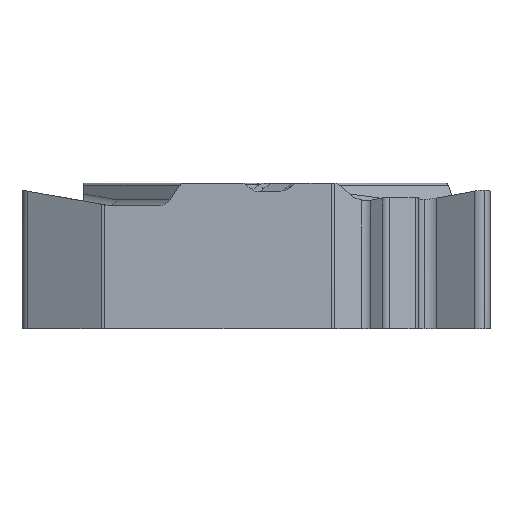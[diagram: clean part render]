
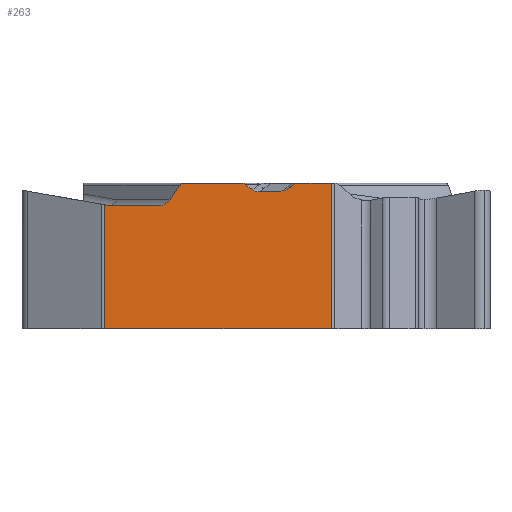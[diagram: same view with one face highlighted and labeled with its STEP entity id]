
A CAD part, left-side view. The second image highlights one B-rep face of the part: STEP entity #263.
In plain terms, the highlighted planar face has unit normal (-1, 0, 0).
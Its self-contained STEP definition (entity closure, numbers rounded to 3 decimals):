
#109=FACE_OUTER_BOUND('',#443,.T.);
#226=ELLIPSE('',#2297,0.15,0.15);
#227=ELLIPSE('',#2298,0.167,0.15);
#228=ELLIPSE('',#2299,0.17,0.15);
#229=ELLIPSE('',#2300,0.362,0.32);
#263=ADVANCED_FACE('',(#109),#383,.F.);
#383=PLANE('',#2302);
#443=EDGE_LOOP('',(#707,#708,#709,#710,#711,#712,#713,#714,#715,#716,#717,
#718,#719,#720,#721,#722,#723,#724));
#595=CIRCLE('',#2301,0.32);
#707=ORIENTED_EDGE('',*,*,#1507,.F.);
#708=ORIENTED_EDGE('',*,*,#1561,.T.);
#709=ORIENTED_EDGE('',*,*,#1562,.F.);
#710=ORIENTED_EDGE('',*,*,#1563,.F.);
#711=ORIENTED_EDGE('',*,*,#1564,.F.);
#712=ORIENTED_EDGE('',*,*,#1565,.F.);
#713=ORIENTED_EDGE('',*,*,#1566,.F.);
#714=ORIENTED_EDGE('',*,*,#1567,.F.);
#715=ORIENTED_EDGE('',*,*,#1568,.F.);
#716=ORIENTED_EDGE('',*,*,#1569,.F.);
#717=ORIENTED_EDGE('',*,*,#1570,.F.);
#718=ORIENTED_EDGE('',*,*,#1571,.F.);
#719=ORIENTED_EDGE('',*,*,#1572,.F.);
#720=ORIENTED_EDGE('',*,*,#1573,.T.);
#721=ORIENTED_EDGE('',*,*,#1574,.T.);
#722=ORIENTED_EDGE('',*,*,#1575,.T.);
#723=ORIENTED_EDGE('',*,*,#1576,.F.);
#724=ORIENTED_EDGE('',*,*,#1577,.T.);
#1298=VERTEX_POINT('',#3611);
#1299=VERTEX_POINT('',#3613);
#1351=VERTEX_POINT('',#3745);
#1352=VERTEX_POINT('',#3747);
#1353=VERTEX_POINT('',#3749);
#1354=VERTEX_POINT('',#3751);
#1355=VERTEX_POINT('',#3765);
#1356=VERTEX_POINT('',#3767);
#1357=VERTEX_POINT('',#3781);
#1358=VERTEX_POINT('',#3783);
#1359=VERTEX_POINT('',#3785);
#1360=VERTEX_POINT('',#3787);
#1361=VERTEX_POINT('',#3789);
#1362=VERTEX_POINT('',#3791);
#1363=VERTEX_POINT('',#3793);
#1364=VERTEX_POINT('',#3795);
#1365=VERTEX_POINT('',#3797);
#1366=VERTEX_POINT('',#3799);
#1507=EDGE_CURVE('',#1298,#1299,#1821,.T.);
#1561=EDGE_CURVE('',#1298,#1351,#1849,.T.);
#1562=EDGE_CURVE('',#1352,#1351,#1850,.T.);
#1563=EDGE_CURVE('',#1353,#1352,#226,.T.);
#1564=EDGE_CURVE('',#1354,#1353,#1851,.T.);
#1565=EDGE_CURVE('',#1355,#1354,#2203,.T.);
#1566=EDGE_CURVE('',#1356,#1355,#1852,.T.);
#1567=EDGE_CURVE('',#1357,#1356,#2204,.T.);
#1568=EDGE_CURVE('',#1358,#1357,#1853,.T.);
#1569=EDGE_CURVE('',#1359,#1358,#227,.T.);
#1570=EDGE_CURVE('',#1360,#1359,#1854,.T.);
#1571=EDGE_CURVE('',#1361,#1360,#228,.T.);
#1572=EDGE_CURVE('',#1362,#1361,#1855,.T.);
#1573=EDGE_CURVE('',#1362,#1363,#229,.T.);
#1574=EDGE_CURVE('',#1363,#1364,#1856,.T.);
#1575=EDGE_CURVE('',#1364,#1365,#595,.T.);
#1576=EDGE_CURVE('',#1366,#1365,#1857,.T.);
#1577=EDGE_CURVE('',#1366,#1299,#1858,.T.);
#1821=LINE('',#3612,#2007);
#1849=LINE('',#3744,#2035);
#1850=LINE('',#3746,#2036);
#1851=LINE('',#3750,#2037);
#1852=LINE('',#3766,#2038);
#1853=LINE('',#3782,#2039);
#1854=LINE('',#3786,#2040);
#1855=LINE('',#3790,#2041);
#1856=LINE('',#3794,#2042);
#1857=LINE('',#3798,#2043);
#1858=LINE('',#3800,#2044);
#2007=VECTOR('',#2504,1.);
#2035=VECTOR('',#2584,1.);
#2036=VECTOR('',#2585,1.);
#2037=VECTOR('',#2588,1.);
#2038=VECTOR('',#2589,1.);
#2039=VECTOR('',#2590,1.);
#2040=VECTOR('',#2593,1.);
#2041=VECTOR('',#2596,1.);
#2042=VECTOR('',#2599,1.);
#2043=VECTOR('',#2602,1.);
#2044=VECTOR('',#2603,1.);
#2203=B_SPLINE_CURVE_WITH_KNOTS('',3,(#3752,#3753,#3754,#3755,#3756,#3757,
#3758,#3759,#3760,#3761,#3762,#3763,#3764),.UNSPECIFIED.,.F.,.F.,(4,3,3,
3,4),(0.,0.249,0.498,0.746,1.),
 .UNSPECIFIED.);
#2204=B_SPLINE_CURVE_WITH_KNOTS('',3,(#3768,#3769,#3770,#3771,#3772,#3773,
#3774,#3775,#3776,#3777,#3778,#3779,#3780),.UNSPECIFIED.,.F.,.F.,(4,3,3,
3,4),(0.,0.234,0.468,0.701,1.),
 .UNSPECIFIED.);
#2297=AXIS2_PLACEMENT_3D('',#3748,#2586,#2587);
#2298=AXIS2_PLACEMENT_3D('',#3784,#2591,#2592);
#2299=AXIS2_PLACEMENT_3D('',#3788,#2594,#2595);
#2300=AXIS2_PLACEMENT_3D('',#3792,#2597,#2598);
#2301=AXIS2_PLACEMENT_3D('',#3796,#2600,#2601);
#2302=AXIS2_PLACEMENT_3D('',#3801,#2604,#2605);
#2504=DIRECTION('',(0.,1.,0.));
#2584=DIRECTION('',(0.,0.,1.));
#2585=DIRECTION('',(0.,-1.,0.));
#2586=DIRECTION('',(1.,0.,0.));
#2587=DIRECTION('',(0.,-1.,0.));
#2588=DIRECTION('',(0.,-0.759,0.651));
#2589=DIRECTION('',(0.,-0.999,0.043));
#2590=DIRECTION('',(0.,-0.792,-0.611));
#2591=DIRECTION('',(1.,0.,0.));
#2592=DIRECTION('',(0.,1.,0.));
#2593=DIRECTION('',(0.,-1.,0.));
#2594=DIRECTION('',(1.,0.,0.));
#2595=DIRECTION('',(0.,1.,0.));
#2596=DIRECTION('',(0.,-0.558,0.83));
#2597=DIRECTION('',(1.,0.,0.));
#2598=DIRECTION('',(0.,-1.,0.));
#2599=DIRECTION('',(0.,1.,0.));
#2600=DIRECTION('',(1.,0.,0.));
#2601=DIRECTION('',(0.,0.,-1.));
#2602=DIRECTION('',(0.,-0.985,-0.174));
#2603=DIRECTION('',(0.,0.,-1.));
#2604=DIRECTION('',(1.,0.,0.));
#2605=DIRECTION('',(0.,0.,-1.));
#3611=CARTESIAN_POINT('',(-4.763,-1.966,-3.97));
#3612=CARTESIAN_POINT('',(-4.763,-3.173,-3.97));
#3613=CARTESIAN_POINT('',(-4.763,4.536,-3.97));
#3744=CARTESIAN_POINT('',(-4.763,-1.966,3.2));
#3745=CARTESIAN_POINT('',(-4.763,-1.966,0.2));
#3746=CARTESIAN_POINT('',(-4.763,3.173,0.2));
#3747=CARTESIAN_POINT('',(-4.763,-0.971,0.2));
#3748=CARTESIAN_POINT('',(-4.763,-0.971,0.05));
#3749=CARTESIAN_POINT('',(-4.763,-0.873,0.164));
#3750=CARTESIAN_POINT('',(-4.763,1.541,-1.905));
#3751=CARTESIAN_POINT('',(-4.763,-0.748,0.057));
#3752=CARTESIAN_POINT('',(-4.763,-0.55,-0.022));
#3753=CARTESIAN_POINT('',(-4.763,-0.568,-0.021));
#3754=CARTESIAN_POINT('',(-4.763,-0.586,-0.018));
#3755=CARTESIAN_POINT('',(-4.763,-0.603,-0.015));
#3756=CARTESIAN_POINT('',(-4.763,-0.621,-0.011));
#3757=CARTESIAN_POINT('',(-4.763,-0.638,-0.006));
#3758=CARTESIAN_POINT('',(-4.763,-0.655,0.001));
#3759=CARTESIAN_POINT('',(-4.763,-0.672,0.008));
#3760=CARTESIAN_POINT('',(-4.763,-0.688,0.016));
#3761=CARTESIAN_POINT('',(-4.763,-0.703,0.025));
#3762=CARTESIAN_POINT('',(-4.763,-0.719,0.034));
#3763=CARTESIAN_POINT('',(-4.763,-0.734,0.045));
#3764=CARTESIAN_POINT('',(-4.763,-0.748,0.057));
#3765=CARTESIAN_POINT('',(-4.763,-0.55,-0.022));
#3766=CARTESIAN_POINT('',(-4.763,-3.169,0.09));
#3767=CARTESIAN_POINT('',(-4.763,0.098,-0.049));
#3768=CARTESIAN_POINT('',(-4.763,0.297,0.013));
#3769=CARTESIAN_POINT('',(-4.763,0.284,0.002));
#3770=CARTESIAN_POINT('',(-4.763,0.269,-0.007));
#3771=CARTESIAN_POINT('',(-4.763,0.255,-0.014));
#3772=CARTESIAN_POINT('',(-4.763,0.24,-0.022));
#3773=CARTESIAN_POINT('',(-4.763,0.225,-0.029));
#3774=CARTESIAN_POINT('',(-4.763,0.209,-0.034));
#3775=CARTESIAN_POINT('',(-4.763,0.194,-0.039));
#3776=CARTESIAN_POINT('',(-4.763,0.177,-0.043));
#3777=CARTESIAN_POINT('',(-4.763,0.161,-0.046));
#3778=CARTESIAN_POINT('',(-4.763,0.14,-0.049));
#3779=CARTESIAN_POINT('',(-4.763,0.119,-0.05));
#3780=CARTESIAN_POINT('',(-4.763,0.098,-0.049));
#3781=CARTESIAN_POINT('',(-4.763,0.297,0.013));
#3782=CARTESIAN_POINT('',(-4.763,-1.884,-1.67));
#3783=CARTESIAN_POINT('',(-4.763,0.493,0.164));
#3784=CARTESIAN_POINT('',(-4.763,0.601,0.05));
#3785=CARTESIAN_POINT('',(-4.763,0.601,0.2));
#3786=CARTESIAN_POINT('',(-4.763,-3.173,0.2));
#3787=CARTESIAN_POINT('',(-4.763,2.241,0.2));
#3788=CARTESIAN_POINT('',(-4.763,2.241,0.05));
#3789=CARTESIAN_POINT('',(-4.763,2.387,0.127));
#3790=CARTESIAN_POINT('',(-4.763,0.714,2.614));
#3791=CARTESIAN_POINT('',(-4.763,2.659,-0.278));
#3792=CARTESIAN_POINT('',(-4.763,2.971,-0.115));
#3793=CARTESIAN_POINT('',(-4.763,2.971,-0.435));
#3794=CARTESIAN_POINT('',(-4.763,-3.173,-0.435));
#3795=CARTESIAN_POINT('',(-4.763,4.405,-0.435));
#3796=CARTESIAN_POINT('',(-4.763,4.405,-0.115));
#3797=CARTESIAN_POINT('',(-4.763,4.461,-0.43));
#3798=CARTESIAN_POINT('',(-4.763,-2.869,-1.723));
#3799=CARTESIAN_POINT('',(-4.763,4.536,-0.417));
#3800=CARTESIAN_POINT('',(-4.763,4.536,-5.47));
#3801=CARTESIAN_POINT('',(-4.763,-3.173,0.));
